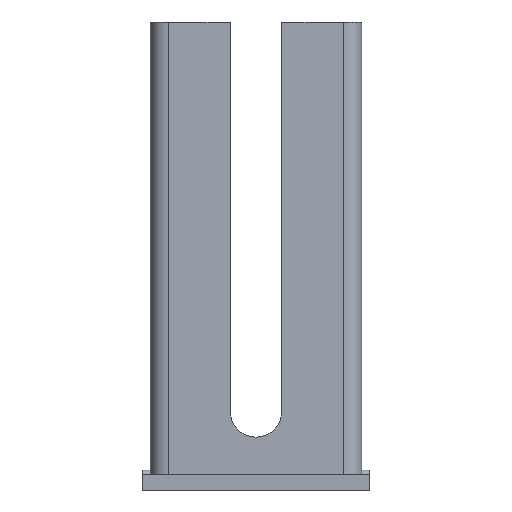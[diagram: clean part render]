
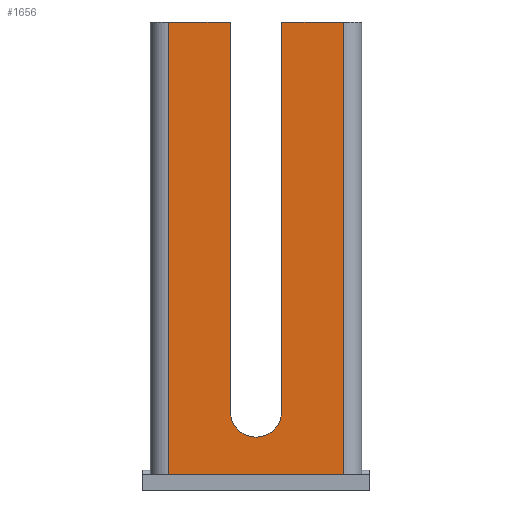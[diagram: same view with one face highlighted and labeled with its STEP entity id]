
A CAD part, front view. The second image highlights one B-rep face of the part: STEP entity #1656.
In plain terms, the highlighted planar face has unit normal (0, -1, 0).
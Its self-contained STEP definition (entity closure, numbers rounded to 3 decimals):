
#1 = ORIENTED_EDGE ( 'NONE', *, *, #1751, .T. ) ;
#25 = ORIENTED_EDGE ( 'NONE', *, *, #1202, .T. ) ;
#34 = LINE ( 'NONE', #227, #181 ) ;
#60 = LINE ( 'NONE', #1254, #1854 ) ;
#163 = PLANE ( 'NONE',  #1256 ) ;
#168 = DIRECTION ( 'NONE',  ( 1., 0., 0. ) ) ;
#181 = VECTOR ( 'NONE', #2254, 1000. ) ;
#184 = CARTESIAN_POINT ( 'NONE',  ( 0., 0., 0. ) ) ;
#189 = CARTESIAN_POINT ( 'NONE',  ( 64., 0., 150. ) ) ;
#213 = ORIENTED_EDGE ( 'NONE', *, *, #1021, .T. ) ;
#218 = CARTESIAN_POINT ( 'NONE',  ( 64., 0., 0. ) ) ;
#227 = CARTESIAN_POINT ( 'NONE',  ( 0., 0., 150. ) ) ;
#251 = CARTESIAN_POINT ( 'NONE',  ( 26.5, 0., 21. ) ) ;
#277 = CARTESIAN_POINT ( 'NONE',  ( 26.5, 0., 150. ) ) ;
#293 = EDGE_CURVE ( 'NONE', #660, #2058, #2255, .T. ) ;
#350 = DIRECTION ( 'NONE',  ( 1., 0., 0. ) ) ;
#419 = DIRECTION ( 'NONE',  ( 0., 0., -1. ) ) ;
#521 = VERTEX_POINT ( 'NONE', #251 ) ;
#594 = ORIENTED_EDGE ( 'NONE', *, *, #1631, .F. ) ;
#630 = ORIENTED_EDGE ( 'NONE', *, *, #293, .F. ) ;
#660 = VERTEX_POINT ( 'NONE', #1710 ) ;
#688 = DIRECTION ( 'NONE',  ( 0., 1., 0. ) ) ;
#690 = DIRECTION ( 'NONE',  ( 0., 0., 1. ) ) ;
#776 = EDGE_CURVE ( 'NONE', #857, #1107, #2057, .T. ) ;
#811 = CARTESIAN_POINT ( 'NONE',  ( 26.5, 0., 150. ) ) ;
#857 = VERTEX_POINT ( 'NONE', #1563 ) ;
#872 = VERTEX_POINT ( 'NONE', #1417 ) ;
#973 = FACE_OUTER_BOUND ( 'NONE', #2297, .T. ) ;
#981 = CARTESIAN_POINT ( 'NONE',  ( 43.5, 0., 21. ) ) ;
#987 = ORIENTED_EDGE ( 'NONE', *, *, #1918, .F. ) ;
#1021 = EDGE_CURVE ( 'NONE', #1107, #2058, #1184, .T. ) ;
#1045 = AXIS2_PLACEMENT_3D ( 'NONE', #1105, #1116, #1128 ) ;
#1072 = VECTOR ( 'NONE', #690, 1000. ) ;
#1105 = CARTESIAN_POINT ( 'NONE',  ( 35., 0., 21. ) ) ;
#1107 = VERTEX_POINT ( 'NONE', #1739 ) ;
#1116 = DIRECTION ( 'NONE',  ( 0., 1., 0. ) ) ;
#1128 = DIRECTION ( 'NONE',  ( 0., 0., 1. ) ) ;
#1184 = LINE ( 'NONE', #184, #2000 ) ;
#1202 = EDGE_CURVE ( 'NONE', #872, #1513, #1241, .T. ) ;
#1215 = VECTOR ( 'NONE', #1575, 1000. ) ;
#1241 = LINE ( 'NONE', #1609, #1215 ) ;
#1254 = CARTESIAN_POINT ( 'NONE',  ( 0., 0., 150. ) ) ;
#1256 = AXIS2_PLACEMENT_3D ( 'NONE', #1426, #688, #1612 ) ;
#1391 = CIRCLE ( 'NONE', #1045, 8.5 ) ;
#1417 = CARTESIAN_POINT ( 'NONE',  ( 43.5, 0., 150. ) ) ;
#1426 = CARTESIAN_POINT ( 'NONE',  ( 0., 0., 150. ) ) ;
#1501 = VERTEX_POINT ( 'NONE', #277 ) ;
#1513 = VERTEX_POINT ( 'NONE', #981 ) ;
#1514 = ORIENTED_EDGE ( 'NONE', *, *, #776, .T. ) ;
#1563 = CARTESIAN_POINT ( 'NONE',  ( 6., 0., 150. ) ) ;
#1575 = DIRECTION ( 'NONE',  ( 0., 0., -1. ) ) ;
#1609 = CARTESIAN_POINT ( 'NONE',  ( 43.5, 0., 150. ) ) ;
#1612 = DIRECTION ( 'NONE',  ( 0., 0., 1. ) ) ;
#1631 = EDGE_CURVE ( 'NONE', #857, #1501, #60, .T. ) ;
#1656 = ADVANCED_FACE ( 'NONE', ( #973 ), #163, .F. ) ;
#1708 = LINE ( 'NONE', #811, #1072 ) ;
#1710 = CARTESIAN_POINT ( 'NONE',  ( 64., 0., 150. ) ) ;
#1739 = CARTESIAN_POINT ( 'NONE',  ( 6., 0., 0. ) ) ;
#1750 = VECTOR ( 'NONE', #2271, 1000. ) ;
#1751 = EDGE_CURVE ( 'NONE', #521, #1501, #1708, .T. ) ;
#1814 = VECTOR ( 'NONE', #419, 1000. ) ;
#1854 = VECTOR ( 'NONE', #350, 1000. ) ;
#1918 = EDGE_CURVE ( 'NONE', #872, #660, #34, .T. ) ;
#1926 = ORIENTED_EDGE ( 'NONE', *, *, #2284, .T. ) ;
#2000 = VECTOR ( 'NONE', #168, 1000. ) ;
#2057 = LINE ( 'NONE', #2243, #1750 ) ;
#2058 = VERTEX_POINT ( 'NONE', #218 ) ;
#2243 = CARTESIAN_POINT ( 'NONE',  ( 6., 0., 150. ) ) ;
#2254 = DIRECTION ( 'NONE',  ( 1., 0., 0. ) ) ;
#2255 = LINE ( 'NONE', #189, #1814 ) ;
#2271 = DIRECTION ( 'NONE',  ( 0., 0., -1. ) ) ;
#2284 = EDGE_CURVE ( 'NONE', #1513, #521, #1391, .T. ) ;
#2297 = EDGE_LOOP ( 'NONE', ( #987, #25, #1926, #1, #594, #1514, #213, #630 ) ) ;
